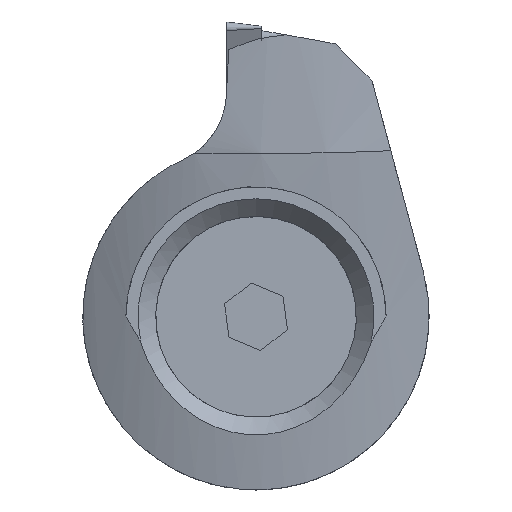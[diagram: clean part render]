
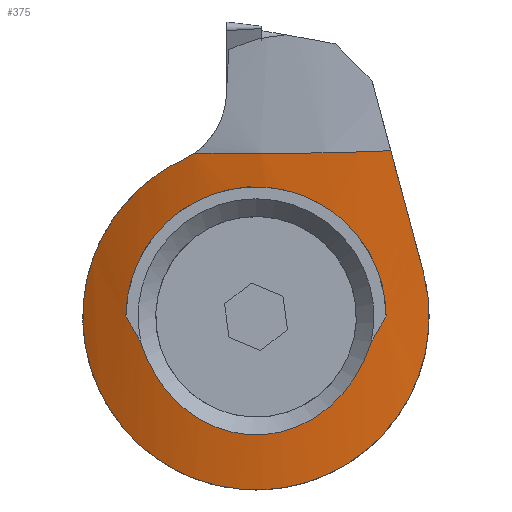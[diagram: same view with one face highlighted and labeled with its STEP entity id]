
A CAD part, left-side view. The second image highlights one B-rep face of the part: STEP entity #375.
In plain terms, the highlighted cylindrical face has radius 27.2 mm (diameter 54.4 mm), a partial arc.
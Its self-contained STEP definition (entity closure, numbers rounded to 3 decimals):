
#142=ELLIPSE('',#1113,27.247,27.2);
#149=ELLIPSE('',#1126,106.762,27.2);
#151=ELLIPSE('',#1130,149.257,27.2);
#152=ELLIPSE('',#1132,149.257,27.2);
#153=ELLIPSE('',#1136,149.257,27.2);
#162=B_SPLINE_CURVE_WITH_KNOTS('',3,(#1513,#1514,#1515,#1516,#1517,#1518),
 .UNSPECIFIED.,.F.,.F.,(4,2,4),(0.,0.5,1.),.UNSPECIFIED.);
#163=B_SPLINE_CURVE_WITH_KNOTS('',3,(#1523,#1524,#1525,#1526,#1527,#1528),
 .UNSPECIFIED.,.F.,.F.,(4,2,4),(0.,0.5,1.),.UNSPECIFIED.);
#167=B_SPLINE_CURVE_WITH_KNOTS('',3,(#1615,#1616,#1617,#1618),
 .UNSPECIFIED.,.F.,.F.,(4,4),(0.,1.),.UNSPECIFIED.);
#169=B_SPLINE_CURVE_WITH_KNOTS('',3,(#1659,#1660,#1661,#1662,#1663,#1664,
#1665,#1666,#1667,#1668,#1669,#1670,#1671,#1672,#1673,#1674,#1675,#1676),
 .UNSPECIFIED.,.F.,.F.,(4,2,2,2,2,2,2,2,4),(0.,0.125,0.25,0.375,0.5,0.625,
0.75,0.875,1.),.UNSPECIFIED.);
#170=B_SPLINE_CURVE_WITH_KNOTS('',3,(#1678,#1679,#1680,#1681,#1682,#1683,
#1684,#1685,#1686,#1687),.UNSPECIFIED.,.F.,.F.,(4,2,2,2,4),(0.,0.25,0.5,
0.75,1.),.UNSPECIFIED.);
#317=CYLINDRICAL_SURFACE('',#1140,27.2);
#330=FACE_BOUND('',#500,.T.);
#331=FACE_BOUND('',#501,.T.);
#375=ADVANCED_FACE('',(#330,#331),#317,.T.);
#500=EDGE_LOOP('',(#639,#640,#641,#642,#643,#644));
#501=EDGE_LOOP('',(#645,#646,#647,#648));
#639=ORIENTED_EDGE('',*,*,#911,.T.);
#640=ORIENTED_EDGE('',*,*,#907,.F.);
#641=ORIENTED_EDGE('',*,*,#858,.T.);
#642=ORIENTED_EDGE('',*,*,#912,.F.);
#643=ORIENTED_EDGE('',*,*,#856,.T.);
#644=ORIENTED_EDGE('',*,*,#909,.F.);
#645=ORIENTED_EDGE('',*,*,#900,.F.);
#646=ORIENTED_EDGE('',*,*,#879,.F.);
#647=ORIENTED_EDGE('',*,*,#889,.F.);
#648=ORIENTED_EDGE('',*,*,#910,.F.);
#776=VERTEX_POINT('',#1519);
#777=VERTEX_POINT('',#1520);
#778=VERTEX_POINT('',#1522);
#779=VERTEX_POINT('',#1529);
#797=VERTEX_POINT('',#1585);
#798=VERTEX_POINT('',#1587);
#806=VERTEX_POINT('',#1614);
#812=VERTEX_POINT('',#1642);
#815=VERTEX_POINT('',#1654);
#816=VERTEX_POINT('',#1656);
#856=EDGE_CURVE('',#776,#777,#162,.T.);
#858=EDGE_CURVE('',#779,#778,#163,.T.);
#879=EDGE_CURVE('',#797,#798,#142,.T.);
#889=EDGE_CURVE('',#806,#797,#167,.T.);
#900=EDGE_CURVE('',#798,#812,#149,.T.);
#907=EDGE_CURVE('',#779,#815,#151,.T.);
#909=EDGE_CURVE('',#816,#777,#152,.T.);
#910=EDGE_CURVE('',#812,#806,#169,.T.);
#911=EDGE_CURVE('',#816,#815,#170,.T.);
#912=EDGE_CURVE('',#776,#778,#153,.T.);
#1113=AXIS2_PLACEMENT_3D('',#1586,#1267,#1268);
#1126=AXIS2_PLACEMENT_3D('',#1641,#1303,#1304);
#1130=AXIS2_PLACEMENT_3D('',#1653,#1316,#1317);
#1132=AXIS2_PLACEMENT_3D('',#1657,#1320,#1321);
#1136=AXIS2_PLACEMENT_3D('',#1689,#1328,#1329);
#1140=AXIS2_PLACEMENT_3D('',#1694,#1337,#1338);
#1267=DIRECTION('',(-0.124,0.,0.992));
#1268=DIRECTION('',(0.992,0.,0.124));
#1303=DIRECTION('',(0.,-0.966,0.259));
#1304=DIRECTION('',(0.188,-0.254,-0.949));
#1316=DIRECTION('',(-1.,0.,0.));
#1317=DIRECTION('',(0.,0.,-1.));
#1320=DIRECTION('',(-1.,0.,0.));
#1321=DIRECTION('',(0.,0.,-1.));
#1328=DIRECTION('',(-1.,0.,0.));
#1329=DIRECTION('',(0.,0.,-1.));
#1337=DIRECTION('',(0.182,0.,-0.983));
#1338=DIRECTION('',(-0.983,0.,-0.182));
#1513=CARTESIAN_POINT('',(-7.5,0.576,-7.985));
#1514=CARTESIAN_POINT('',(-7.488,2.281,-7.851));
#1515=CARTESIAN_POINT('',(-7.416,3.885,-7.113));
#1516=CARTESIAN_POINT('',(-7.341,6.416,-4.834));
#1517=CARTESIAN_POINT('',(-7.353,7.315,-3.343));
#1518=CARTESIAN_POINT('',(-7.5,7.819,-1.718));
#1519=CARTESIAN_POINT('',(-7.5,0.576,-7.985));
#1520=CARTESIAN_POINT('',(-7.5,7.819,-1.718));
#1522=CARTESIAN_POINT('',(-7.5,-0.576,-7.985));
#1523=CARTESIAN_POINT('',(-7.5,-7.819,-1.718));
#1524=CARTESIAN_POINT('',(-7.352,-7.314,-3.346));
#1525=CARTESIAN_POINT('',(-7.342,-6.405,-4.843));
#1526=CARTESIAN_POINT('',(-7.415,-3.904,-7.097));
#1527=CARTESIAN_POINT('',(-7.488,-2.287,-7.85));
#1528=CARTESIAN_POINT('',(-7.5,-0.576,-7.985));
#1529=CARTESIAN_POINT('',(-7.5,-7.819,-1.718));
#1585=CARTESIAN_POINT('',(-10.721,4.15,11.111));
#1586=CARTESIAN_POINT('',(15.999,0.,14.451));
#1587=CARTESIAN_POINT('',(-9.465,-9.143,11.268));
#1614=CARTESIAN_POINT('',(-10.509,4.916,10.672));
#1615=CARTESIAN_POINT('',(-10.509,4.916,10.672));
#1616=CARTESIAN_POINT('',(-10.582,4.646,10.796));
#1617=CARTESIAN_POINT('',(-10.653,4.391,10.943));
#1618=CARTESIAN_POINT('',(-10.721,4.15,11.111));
#1641=CARTESIAN_POINT('',(10.272,0.,45.347));
#1642=CARTESIAN_POINT('',(-7.028,-11.349,3.045));
#1653=CARTESIAN_POINT('',(-7.5,0.,141.239));
#1654=CARTESIAN_POINT('',(-7.5,-8.825,0.055));
#1656=CARTESIAN_POINT('',(-7.5,8.825,0.055));
#1657=CARTESIAN_POINT('',(-7.5,0.,141.239));
#1659=CARTESIAN_POINT('',(-7.028,-11.349,3.045));
#1660=CARTESIAN_POINT('',(-6.372,-11.915,0.934));
#1661=CARTESIAN_POINT('',(-5.962,-11.887,-1.371));
#1662=CARTESIAN_POINT('',(-5.787,-10.53,-5.683));
#1663=CARTESIAN_POINT('',(-6.002,-9.205,-7.64));
#1664=CARTESIAN_POINT('',(-6.479,-5.744,-10.493));
#1665=CARTESIAN_POINT('',(-6.725,-3.571,-11.418));
#1666=CARTESIAN_POINT('',(-6.854,0.9,-11.93));
#1667=CARTESIAN_POINT('',(-6.736,3.22,-11.524));
#1668=CARTESIAN_POINT('',(-6.301,7.265,-9.507));
#1669=CARTESIAN_POINT('',(-6.002,8.962,-7.928));
#1670=CARTESIAN_POINT('',(-5.786,11.264,-4.037));
#1671=CARTESIAN_POINT('',(-5.912,11.829,-1.734));
#1672=CARTESIAN_POINT('',(-6.816,11.652,2.678));
#1673=CARTESIAN_POINT('',(-7.578,10.929,4.805));
#1674=CARTESIAN_POINT('',(-9.149,8.57,8.312));
#1675=CARTESIAN_POINT('',(-9.96,6.93,9.745));
#1676=CARTESIAN_POINT('',(-10.509,4.916,10.672));
#1678=CARTESIAN_POINT('',(-7.5,8.825,0.055));
#1679=CARTESIAN_POINT('',(-7.94,8.81,2.404));
#1680=CARTESIAN_POINT('',(-8.713,7.857,4.609));
#1681=CARTESIAN_POINT('',(-10.074,4.677,7.817));
#1682=CARTESIAN_POINT('',(-10.619,2.371,8.82));
#1683=CARTESIAN_POINT('',(-10.624,-2.337,8.83));
#1684=CARTESIAN_POINT('',(-10.08,-4.66,7.831));
#1685=CARTESIAN_POINT('',(-8.712,-7.863,4.606));
#1686=CARTESIAN_POINT('',(-7.941,-8.81,2.405));
#1687=CARTESIAN_POINT('',(-7.5,-8.825,0.055));
#1689=CARTESIAN_POINT('',(-7.5,0.,141.239));
#1694=CARTESIAN_POINT('',(14.469,0.,22.704));
